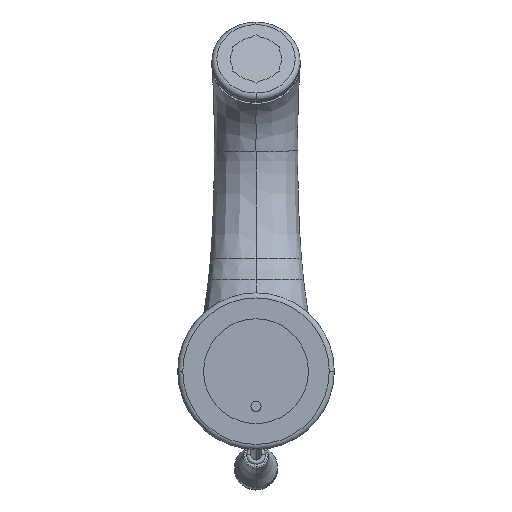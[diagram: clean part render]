
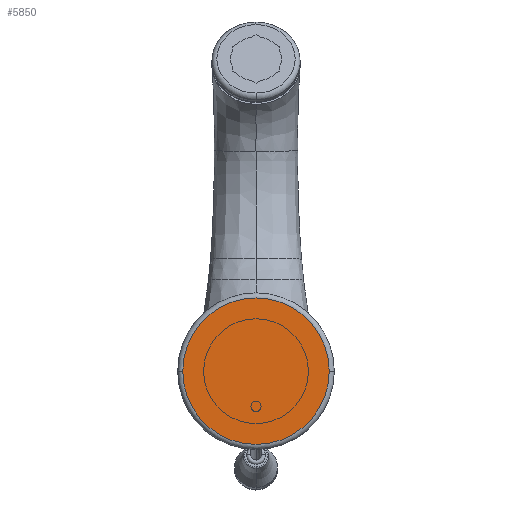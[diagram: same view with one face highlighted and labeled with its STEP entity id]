
A CAD part, front view. The second image highlights one B-rep face of the part: STEP entity #5850.
In plain terms, the highlighted planar face has unit normal (0, -1, 0).
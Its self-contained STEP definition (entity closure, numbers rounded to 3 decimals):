
#489=CARTESIAN_POINT('',(0.,-4.,0.));
#490=DIRECTION('',(0.,-1.,0.));
#491=DIRECTION('',(1.,0.,0.));
#492=AXIS2_PLACEMENT_3D('',#489,#490,#491);
#499=CARTESIAN_POINT('',(0.,-4.,0.));
#500=DIRECTION('',(0.,1.,0.));
#501=DIRECTION('',(1.,0.,0.));
#502=AXIS2_PLACEMENT_3D('',#499,#500,#501);
#5013=CARTESIAN_POINT('',(29.,-4.,0.));
#5014=CARTESIAN_POINT('',(-29.,-4.,0.));
#5015=VERTEX_POINT('',#5013);
#5016=VERTEX_POINT('',#5014);
#5841=CARTESIAN_POINT('',(0.,-4.,0.));
#5842=DIRECTION('',(0.,-1.,0.));
#5843=DIRECTION('',(-1.,0.,0.));
#5844=AXIS2_PLACEMENT_3D('',#5841,#5842,#5843);
#5845=PLANE('',#5844);
#5846=ORIENTED_EDGE('',*,*,#5807,.F.);
#5847=ORIENTED_EDGE('',*,*,#5828,.T.);
#5848=EDGE_LOOP('',(#5846,#5847));
#5849=FACE_OUTER_BOUND('',#5848,.F.);
#5850=ADVANCED_FACE('',(#5849),#5845,.T.);
#493=CIRCLE('',#492,29.);
#503=CIRCLE('',#502,29.);
#5807=EDGE_CURVE('',#5015,#5016,#493,.T.);
#5828=EDGE_CURVE('',#5015,#5016,#503,.T.);
